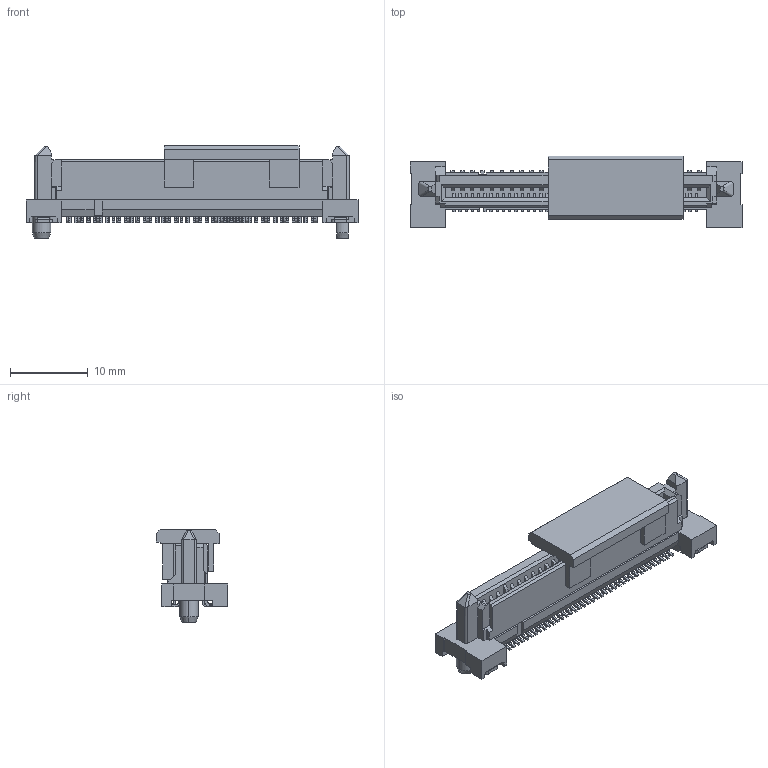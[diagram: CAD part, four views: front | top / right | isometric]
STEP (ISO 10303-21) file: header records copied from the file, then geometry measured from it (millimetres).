
FILE_DESCRIPTION((''),'2;1');
FILE_NAME('787570001','2017-07-21T',('ghp'),(''),'PRO/ENGINEER BY PARAMETRIC TECHNOLOGY CORPORATION, 2012310','PRO/ENGINEER BY PARAMETRIC TECHNOLOGY CORPORATION, 2012310','');
FILE_SCHEMA(('CONFIG_CONTROL_DESIGN'));
Length unit declared in the file: millimetre
Products named in the file (1): 787570001
Bounding box: 42.73 x 9.22 x 11.95 mm (x, y, z)
Volume: 1430.7 mm3; surface area: 2411.4 mm2
Topology: 2 solids, 2 shells, 1160 faces, 3334 edges, 2321 vertices
Faces by surface type: plane 874, cylinder 282, cone 4
Entity records: 37407 total; most frequent: CARTESIAN_POINT 6640, DIRECTION 6173, ORIENTED_EDGE 6096, EDGE_CURVE 3048, VECTOR 2743, LINE 2743, VERTEX_POINT 2033, AXIS2_PLACEMENT_3D 1715
